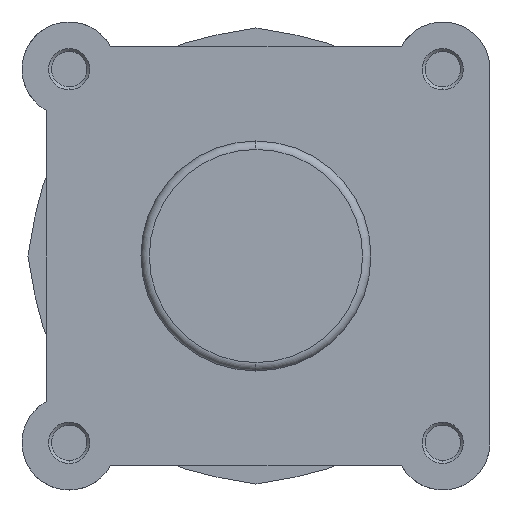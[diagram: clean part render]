
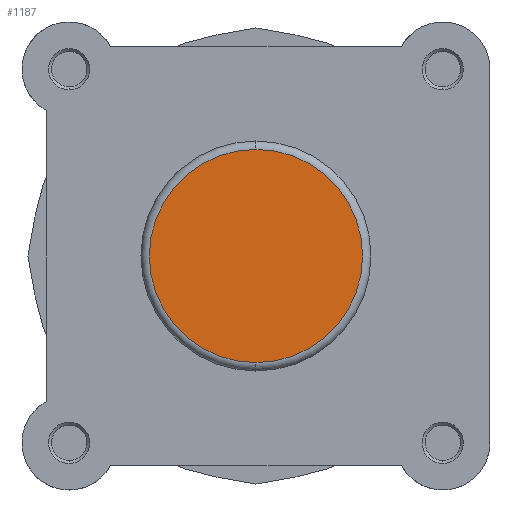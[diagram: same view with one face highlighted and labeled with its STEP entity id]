
A CAD part, left-side view. The second image highlights one B-rep face of the part: STEP entity #1187.
In plain terms, the highlighted planar face has unit normal (-1, 0, 0).
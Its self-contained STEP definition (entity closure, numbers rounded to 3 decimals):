
#351 = EDGE_CURVE ( 'NONE', #6006, #6005, #3603, .T. ) ;
#366 = EDGE_CURVE ( 'NONE', #6005, #6006, #3623, .T. ) ;
#653 = AXIS2_PLACEMENT_3D ( 'NONE', #2068, #2069, #2070 ) ;
#663 = AXIS2_PLACEMENT_3D ( 'NONE', #2106, #2108, #2109 ) ;
#961 = AXIS2_PLACEMENT_3D ( 'NONE', #5031, #5033, #5034 ) ;
#1187 = ADVANCED_FACE ( 'NONE', ( #2495 ), #5032, .F. ) ;
#2068 = CARTESIAN_POINT ( 'NONE',  ( 0., 0., 0. ) ) ;
#2069 = DIRECTION ( 'NONE',  ( -1., 0., 0. ) ) ;
#2070 = DIRECTION ( 'NONE',  ( 0., 0., -1. ) ) ;
#2106 = CARTESIAN_POINT ( 'NONE',  ( 0., 0., 0. ) ) ;
#2108 = DIRECTION ( 'NONE',  ( -1., 0., 0. ) ) ;
#2109 = DIRECTION ( 'NONE',  ( 0., 0., -1. ) ) ;
#2495 = FACE_OUTER_BOUND ( 'NONE', #3144, .T. ) ;
#3144 = EDGE_LOOP ( 'NONE', ( #5790, #5643 ) ) ;
#3603 = CIRCLE ( 'NONE', #653, 25.4 ) ;
#3623 = CIRCLE ( 'NONE', #663, 25.4 ) ;
#5031 = CARTESIAN_POINT ( 'NONE',  ( 0., 0., 0. ) ) ;
#5032 = PLANE ( 'NONE',  #961 ) ;
#5033 = DIRECTION ( 'NONE',  ( 1., 0., 0. ) ) ;
#5034 = DIRECTION ( 'NONE',  ( 0., 0., -1. ) ) ;
#5298 = CARTESIAN_POINT ( 'NONE',  ( 0., 0., -25.4 ) ) ;
#5299 = CARTESIAN_POINT ( 'NONE',  ( 0., 0., 25.4 ) ) ;
#5643 = ORIENTED_EDGE ( 'NONE', *, *, #351, .T. ) ;
#5790 = ORIENTED_EDGE ( 'NONE', *, *, #366, .T. ) ;
#6005 = VERTEX_POINT ( 'NONE', #5298 ) ;
#6006 = VERTEX_POINT ( 'NONE', #5299 ) ;
